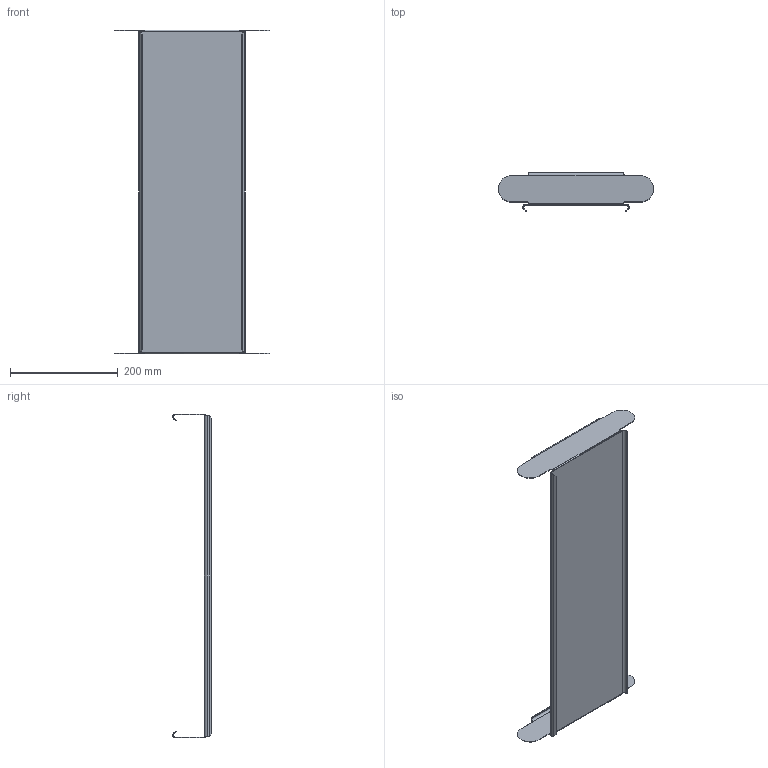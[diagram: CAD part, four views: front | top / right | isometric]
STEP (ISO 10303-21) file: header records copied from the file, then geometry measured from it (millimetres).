
FILE_DESCRIPTION (( 'STEP AP214' ), '1' );
FILE_NAME ('7075604.stp', '2016-11-03T14:14:58', ( '' ), ( '' ), 'SwSTEP 2.0', 'SolidWorks 2016', '' );
FILE_SCHEMA (( 'AUTOMOTIVE_DESIGN' ));
Length unit declared in the file: millimetre
Products named in the file (1): 7075604
Bounding box: 288 x 71.25 x 600 mm (x, y, z)
Volume: 206302.7 mm3; surface area: 332869.5 mm2
Topology: 1 solids, 1 shells, 96 faces, 234 edges, 140 vertices
Faces by surface type: plane 50, cylinder 34, bspline 12
Entity records: 3338 total; most frequent: CARTESIAN_POINT 1153, ORIENTED_EDGE 468, DIRECTION 412, EDGE_CURVE 234, VERTEX_POINT 140, VECTOR 138, LINE 138, AXIS2_PLACEMENT_3D 137
